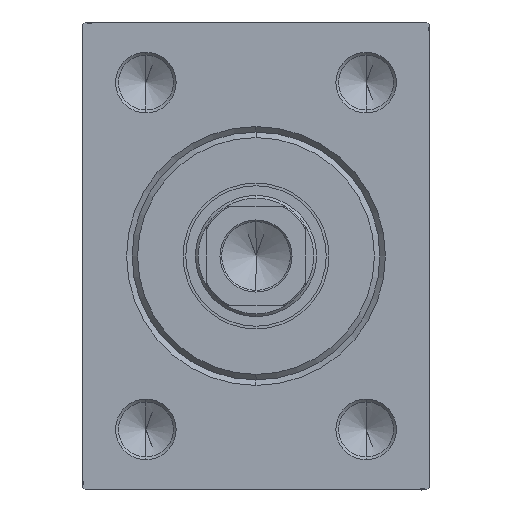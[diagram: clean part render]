
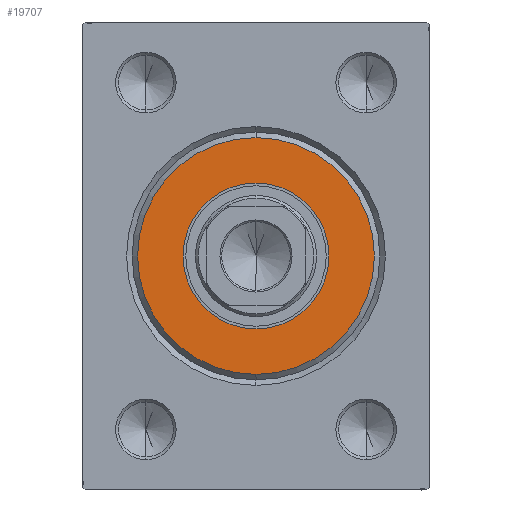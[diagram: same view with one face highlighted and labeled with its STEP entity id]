
A CAD part, left-side view. The second image highlights one B-rep face of the part: STEP entity #19707.
In plain terms, the highlighted face is planar.
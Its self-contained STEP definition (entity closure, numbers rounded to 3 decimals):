
#936 = DIRECTION ( 'NONE',  ( 0., 0., -1. ) ) ;
#1288 = EDGE_CURVE ( 'NONE', #33073, #32373, #5523, .T. ) ;
#2126 = AXIS2_PLACEMENT_3D ( 'NONE', #26962, #4788, #34462 ) ;
#4062 = AXIS2_PLACEMENT_3D ( 'NONE', #27230, #44713, #44492 ) ;
#4663 = ORIENTED_EDGE ( 'NONE', *, *, #27439, .F. ) ;
#4788 = DIRECTION ( 'NONE',  ( 1., 0., 0. ) ) ;
#5523 = CIRCLE ( 'NONE', #33141, 13.25 ) ;
#5828 = EDGE_CURVE ( 'NONE', #11239, #34776, #17128, .T. ) ;
#5906 = CARTESIAN_POINT ( 'NONE',  ( 3., 0., 0. ) ) ;
#9918 = EDGE_LOOP ( 'NONE', ( #18188, #4663 ) ) ;
#10884 = DIRECTION ( 'NONE',  ( 0., 0., -1. ) ) ;
#11239 = VERTEX_POINT ( 'NONE', #30246 ) ;
#11810 = CIRCLE ( 'NONE', #17653, 13.25 ) ;
#12397 = AXIS2_PLACEMENT_3D ( 'NONE', #17931, #40723, #10884 ) ;
#17128 = CIRCLE ( 'NONE', #4062, 21.5 ) ;
#17653 = AXIS2_PLACEMENT_3D ( 'NONE', #5906, #33673, #44550 ) ;
#17931 = CARTESIAN_POINT ( 'NONE',  ( 3., 0., 0. ) ) ;
#18188 = ORIENTED_EDGE ( 'NONE', *, *, #1288, .F. ) ;
#19677 = PLANE ( 'NONE',  #2126 ) ;
#19707 = ADVANCED_FACE ( 'NONE', ( #44221, #36963 ), #19677, .T. ) ;
#20342 = CARTESIAN_POINT ( 'NONE',  ( 3., 0., -13.25 ) ) ;
#22391 = EDGE_CURVE ( 'NONE', #34776, #11239, #32035, .T. ) ;
#22496 = EDGE_LOOP ( 'NONE', ( #38022, #33707 ) ) ;
#22535 = DIRECTION ( 'NONE',  ( 1., 0., 0. ) ) ;
#22571 = CARTESIAN_POINT ( 'NONE',  ( 3., 0., 13.25 ) ) ;
#25112 = CARTESIAN_POINT ( 'NONE',  ( 3., 0., 21.5 ) ) ;
#25290 = CARTESIAN_POINT ( 'NONE',  ( 3., 0., 0. ) ) ;
#26962 = CARTESIAN_POINT ( 'NONE',  ( 3., 0., 0. ) ) ;
#27230 = CARTESIAN_POINT ( 'NONE',  ( 3., 0., 0. ) ) ;
#27439 = EDGE_CURVE ( 'NONE', #32373, #33073, #11810, .T. ) ;
#30246 = CARTESIAN_POINT ( 'NONE',  ( 3., 0., -21.5 ) ) ;
#32035 = CIRCLE ( 'NONE', #12397, 21.5 ) ;
#32373 = VERTEX_POINT ( 'NONE', #22571 ) ;
#33073 = VERTEX_POINT ( 'NONE', #20342 ) ;
#33141 = AXIS2_PLACEMENT_3D ( 'NONE', #25290, #22535, #936 ) ;
#33673 = DIRECTION ( 'NONE',  ( 1., 0., 0. ) ) ;
#33707 = ORIENTED_EDGE ( 'NONE', *, *, #5828, .T. ) ;
#34462 = DIRECTION ( 'NONE',  ( 0., 0., -1. ) ) ;
#34776 = VERTEX_POINT ( 'NONE', #25112 ) ;
#36963 = FACE_BOUND ( 'NONE', #9918, .T. ) ;
#38022 = ORIENTED_EDGE ( 'NONE', *, *, #22391, .T. ) ;
#40723 = DIRECTION ( 'NONE',  ( 1., 0., 0. ) ) ;
#44221 = FACE_OUTER_BOUND ( 'NONE', #22496, .T. ) ;
#44492 = DIRECTION ( 'NONE',  ( 0., 0., -1. ) ) ;
#44550 = DIRECTION ( 'NONE',  ( 0., 0., -1. ) ) ;
#44713 = DIRECTION ( 'NONE',  ( 1., 0., 0. ) ) ;
